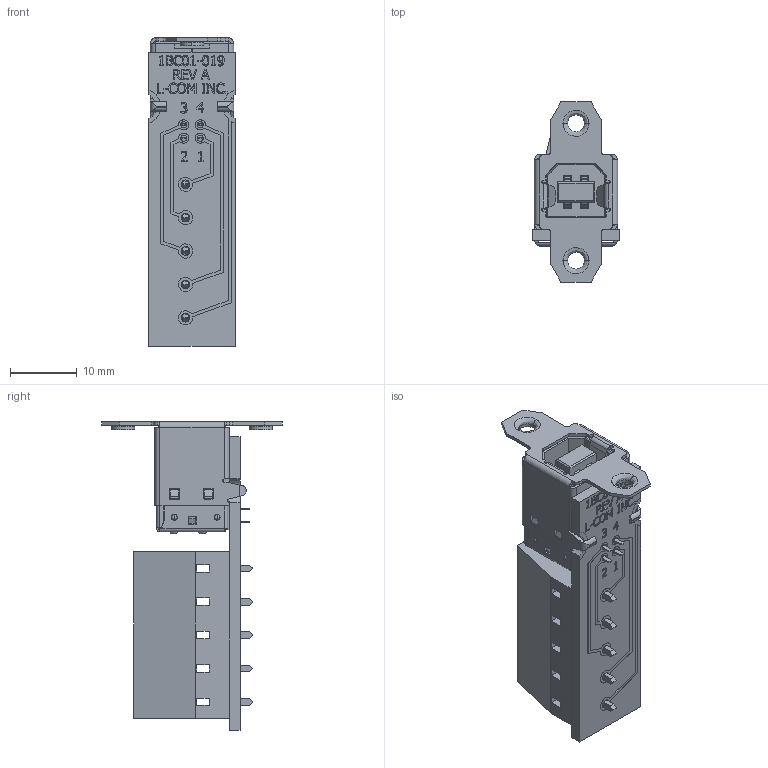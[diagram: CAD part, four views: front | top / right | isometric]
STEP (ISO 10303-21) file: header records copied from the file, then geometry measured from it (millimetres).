
FILE_DESCRIPTION (( 'STEP AP203' ), '1' );
FILE_NAME ('USBBFT.STEP', '2014-01-08T21:05:40', ( 'x' ), ( '' ), 'SwSTEP 2.0', 'SolidWorks 2012', '' );
FILE_SCHEMA (( 'CONFIG_CONTROL_DESIGN' ));
Products named in the file (8): USBBFT; USBAFT-MA3_4-40 x .187 FLAT HEAD SCREW; 1AM07-080; 1BC01-019; 1AA05-039_CRIMPED; 1AA05-039-MA3; 1AA05-039-MA2; 1AA05-039-MA1_CRIMPED
Assembly tree (11 placements, depth 3):
  USBBFT
    1AA05-039_CRIMPED
      1AA05-039-MA1_CRIMPED
      1AA05-039-MA2
      1AA05-039-MA3
    1BC01-019
    1AM07-080
    USBAFT-MA3_4-40 x .187 FLAT HEAD SCREW  x5
Bounding box: 12.95 x 27 x 46.22 mm (x, y, z)
Volume: 5341.6 mm3; surface area: 7248.8 mm2
Topology: 10 solids, 10 shells, 1408 faces, 3864 edges, 2514 vertices
Faces by surface type: plane 857, cylinder 286, bspline 255, torus 10
Entity records: 51214 total; most frequent: CARTESIAN_POINT 17788, ORIENTED_EDGE 7264, DIRECTION 5894, EDGE_CURVE 3632, VECTOR 2578, LINE 2578, VERTEX_POINT 2370, AXIS2_PLACEMENT_3D 1658
